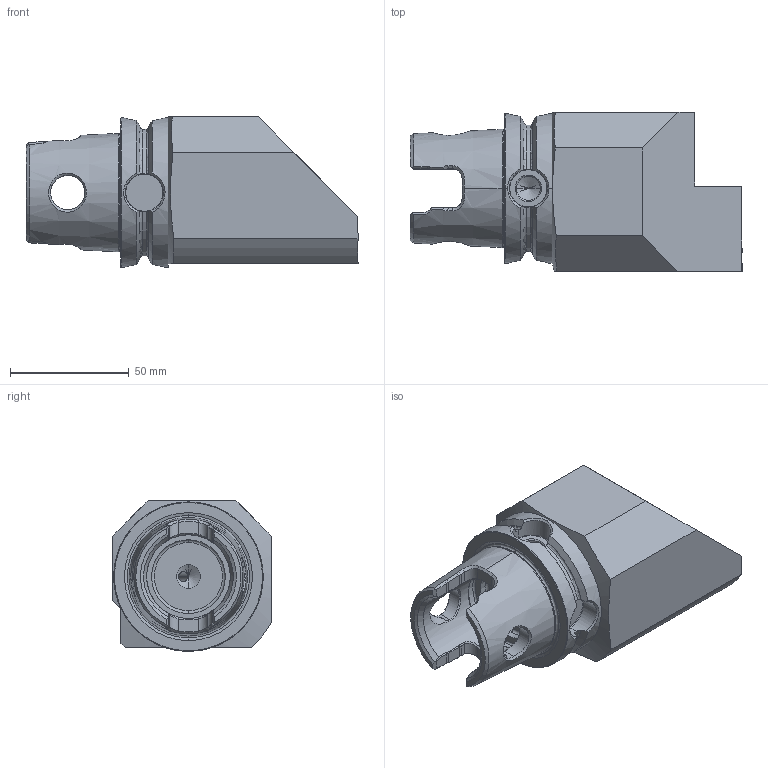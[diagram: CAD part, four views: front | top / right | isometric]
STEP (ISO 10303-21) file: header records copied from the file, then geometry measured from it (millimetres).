
FILE_DESCRIPTION (( 'STEP AP203' ), '1' );
FILE_NAME ('KU6.V20.R11.100.STEP', '2018-02-14T11:00:10', ( 'SWIAdmin' ), ( 'Hewlett-Packard Company' ), 'SwSTEP 2.0', 'SolidWorks 2017', '' );
FILE_SCHEMA (( 'CONFIG_CONTROL_DESIGN' ));
Length unit declared in the file: millimetre
Products named in the file (6): KU1-U12.001.010; KU6.V20.R11.100; KU6-V20.R11.100_A; ISO 4026 - M10 x 28; KU1-U12.001.010_1; KU1-U12.001.010_2
Assembly tree (6 placements, depth 3):
  KU6.V20.R11.100
    KU6-V20.R11.100_A
    ISO 4026 - M10 x 28  x2
    KU1-U12.001.010
      KU1-U12.001.010_1
      KU1-U12.001.010_2
Bounding box: 139.95 x 67 x 63.48 mm (x, y, z)
Volume: 282810.3 mm3; surface area: 46197.1 mm2
Topology: 5 solids, 5 shells, 303 faces, 780 edges, 488 vertices
Faces by surface type: plane 90, cylinder 74, bspline 58, cone 47, torus 30, sphere 4
Entity records: 12788 total; most frequent: CARTESIAN_POINT 5798, ORIENTED_EDGE 1468, DIRECTION 1101, EDGE_CURVE 734, VERTEX_POINT 462, AXIS2_PLACEMENT_3D 448, B_SPLINE_CURVE_WITH_KNOTS 315, EDGE_LOOP 310
